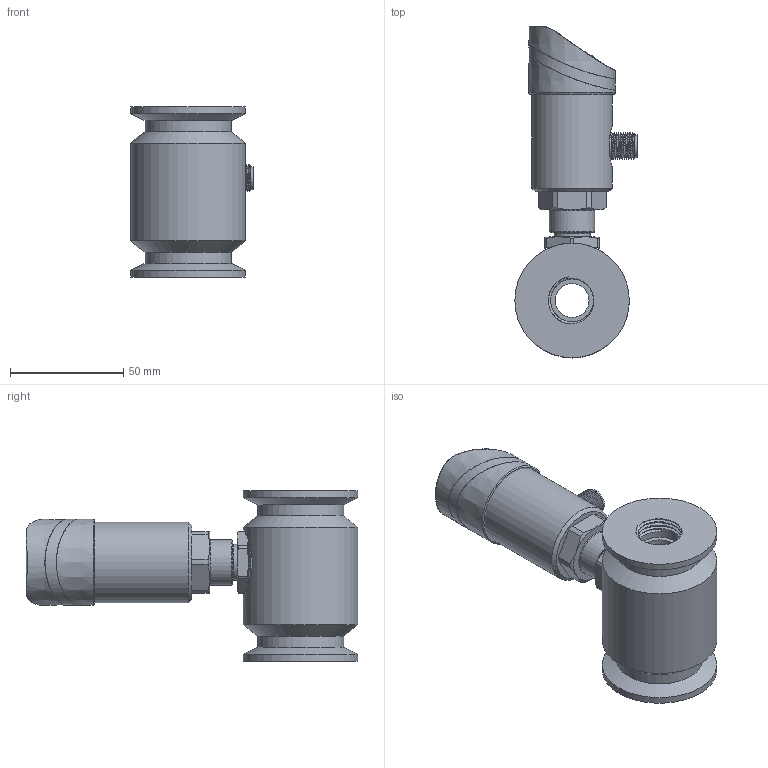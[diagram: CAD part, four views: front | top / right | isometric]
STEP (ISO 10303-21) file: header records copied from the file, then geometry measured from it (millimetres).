
FILE_DESCRIPTION(/* description */ (''),/* implementation_level */ '2;1');
FILE_NAME(/* name */ '_3D_FS510-015H-口径DN15-卫生卡箍连接.stp',/* time_stamp */ '2023-08-22T10:52:53+08:00',/* author */ (''),/* organization */ (''),/* preprocessor_version */ 'ST-DEVELOPER v16.7',/* originating_system */ 'SIEMENS PLM Software NX 12.0',/* authorisation */ '');
FILE_SCHEMA (('AUTOMOTIVE_DESIGN { 1 0 10303 214 3 1 1 1 }'));
Length unit declared in the file: millimetre
Products named in the file (1): Mayn2ED8C75Crql0
Bounding box: 53.93 x 146.25 x 75 mm (x, y, z)
Volume: 180502 mm3; surface area: 48091.1 mm2
Topology: 5 solids, 6 shells, 724 faces, 1880 edges, 1228 vertices
Faces by surface type: plane 265, extrusion 141, cylinder 139, cone 74, bspline 61, torus 33, sphere 11
Full cylindrical faces by diameter (mm): 1.689 x1, 2.7 x3, 12 x1, 15 x1, 15.9 x1, 16.5 x1, 19 x7, 20 x1, 23 x3, 26 x5, 35.5 x1, 37.001 x1, 38 x2, 50.5 x3
Entity records: 38530 total; most frequent: CARTESIAN_POINT 21207, ORIENTED_EDGE 3520, DIRECTION 2553, EDGE_CURVE 1760, VERTEX_POINT 1179, AXIS2_PLACEMENT_3D 914, B_SPLINE_CURVE_WITH_KNOTS 898, EDGE_LOOP 846
